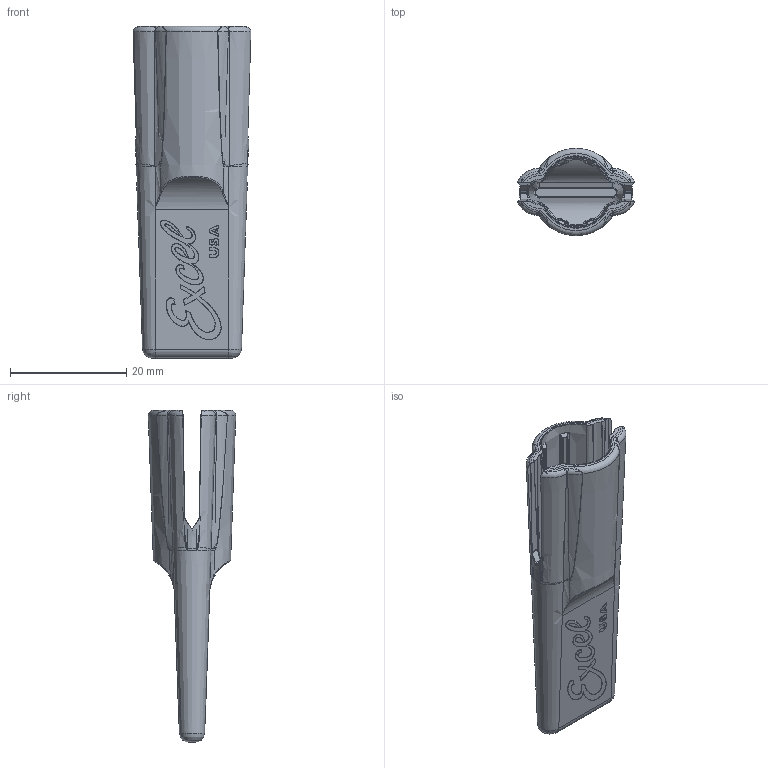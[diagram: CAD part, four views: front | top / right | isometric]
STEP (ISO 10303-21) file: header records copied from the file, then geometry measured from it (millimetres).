
FILE_DESCRIPTION(/* description */ (''),/* implementation_level */ '2;1');
FILE_NAME(/* name */ 'edit2.step',/* time_stamp */ '2024-11-20T17:25:24-05:00',/* author */ (''),/* organization */ (''),/* preprocessor_version */ 'ST-DEVELOPER v20',/* originating_system */ 'Autodesk Translation Framework v13.20.0.188',/* authorisation */ '');
FILE_SCHEMA (('AUTOMOTIVE_DESIGN { 1 0 10303 214 3 1 1 }'));
Length unit declared in the file: inch
Products named in the file (4): edit; removed; added; excel cap
Assembly tree (3 placements, depth 2):
  edit
    removed
    added
    excel cap
Bounding box: 20.29 x 15.05 x 57.16 mm (x, y, z)
Volume: 3279.6 mm3; surface area: 8290.1 mm2
Topology: 4 solids, 4 shells, 741 faces, 2022 edges, 1256 vertices
Faces by surface type: bspline 460, plane 119, cone 78, cylinder 64, torus 20
Entity records: 46415 total; most frequent: CARTESIAN_POINT 31265, ORIENTED_EDGE 3948, EDGE_CURVE 1974, DIRECTION 1894, VERTEX_POINT 1256, B_SPLINE_CURVE_WITH_KNOTS 1044, EDGE_LOOP 758, FACE_OUTER_BOUND 741
